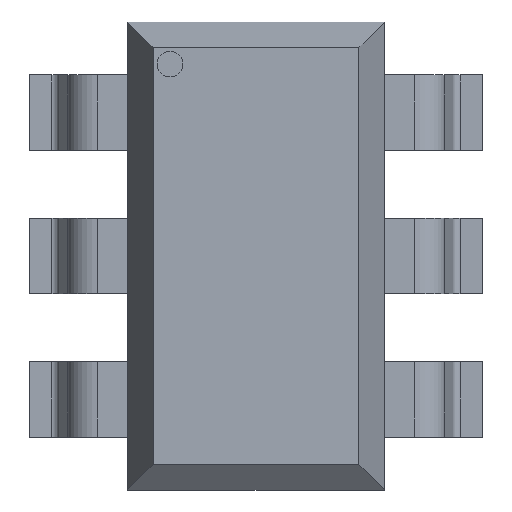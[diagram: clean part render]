
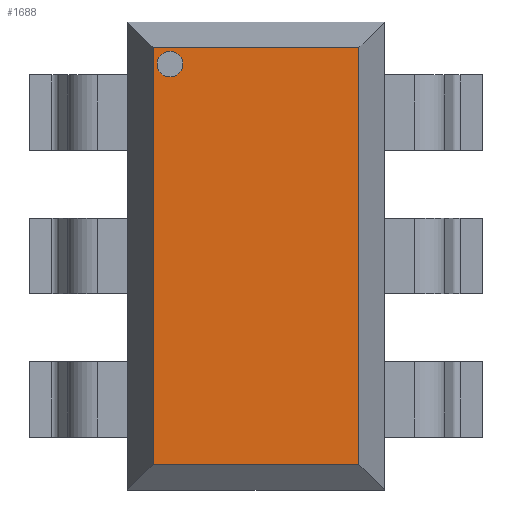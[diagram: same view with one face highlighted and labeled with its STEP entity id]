
A CAD part, top view. The second image highlights one B-rep face of the part: STEP entity #1688.
In plain terms, the highlighted planar face has unit normal (0, 0, 1).
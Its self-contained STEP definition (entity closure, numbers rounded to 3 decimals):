
#31=FACE_BOUND('',#216,.T.);
#39=PLANE('',#1811);
#115=FACE_OUTER_BOUND('',#215,.T.);
#215=EDGE_LOOP('',(#1190,#1191,#1192,#1193));
#216=EDGE_LOOP('',(#1194));
#309=LINE('',#2467,#506);
#313=LINE('',#2475,#510);
#316=LINE('',#2481,#513);
#320=LINE('',#2487,#517);
#506=VECTOR('',#1967,10.);
#510=VECTOR('',#1973,10.);
#513=VECTOR('',#1978,10.);
#517=VECTOR('',#1984,10.);
#702=CIRCLE('',#1802,0.085);
#752=VERTEX_POINT('',#2458);
#754=VERTEX_POINT('',#2465);
#755=VERTEX_POINT('',#2466);
#758=VERTEX_POINT('',#2474);
#760=VERTEX_POINT('',#2480);
#914=EDGE_CURVE('',#752,#752,#702,.T.);
#917=EDGE_CURVE('',#754,#755,#309,.T.);
#921=EDGE_CURVE('',#755,#758,#313,.T.);
#924=EDGE_CURVE('',#758,#760,#316,.T.);
#928=EDGE_CURVE('',#760,#754,#320,.T.);
#1190=ORIENTED_EDGE('',*,*,#917,.F.);
#1191=ORIENTED_EDGE('',*,*,#928,.F.);
#1192=ORIENTED_EDGE('',*,*,#924,.F.);
#1193=ORIENTED_EDGE('',*,*,#921,.F.);
#1194=ORIENTED_EDGE('',*,*,#914,.T.);
#1688=ADVANCED_FACE('',(#115,#31),#39,.T.);
#1802=AXIS2_PLACEMENT_3D('',#2459,#1958,#1959);
#1811=AXIS2_PLACEMENT_3D('',#2498,#1994,#1995);
#1958=DIRECTION('center_axis',(0.,0.,-1.));
#1959=DIRECTION('ref_axis',(1.,0.,0.));
#1967=DIRECTION('',(0.,1.,0.));
#1973=DIRECTION('',(1.,0.,0.));
#1978=DIRECTION('',(0.,-1.,0.));
#1984=DIRECTION('',(-1.,0.,0.));
#1994=DIRECTION('center_axis',(0.,0.,1.));
#1995=DIRECTION('ref_axis',(1.,0.,0.));
#2458=CARTESIAN_POINT('',(-0.655,1.27,1.1));
#2459=CARTESIAN_POINT('Origin',(-0.57,1.27,1.1));
#2465=CARTESIAN_POINT('',(-0.682,-1.382,1.1));
#2466=CARTESIAN_POINT('',(-0.682,1.382,1.1));
#2467=CARTESIAN_POINT('',(-0.682,0.775,1.1));
#2474=CARTESIAN_POINT('',(0.682,1.382,1.1));
#2475=CARTESIAN_POINT('',(0.425,1.382,1.1));
#2480=CARTESIAN_POINT('',(0.682,-1.382,1.1));
#2481=CARTESIAN_POINT('',(0.682,-0.775,1.1));
#2487=CARTESIAN_POINT('',(-0.425,-1.382,1.1));
#2498=CARTESIAN_POINT('Origin',(0.,0.,1.1));
